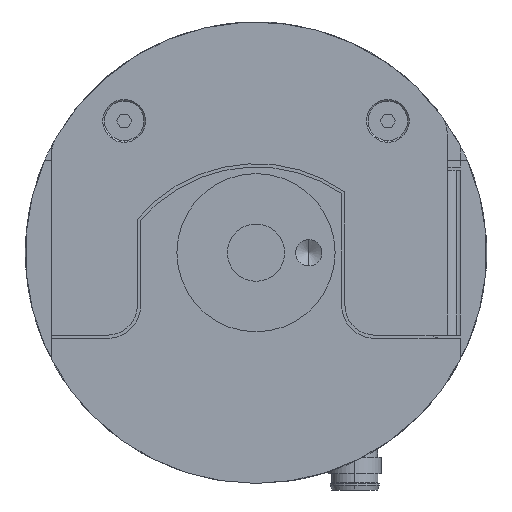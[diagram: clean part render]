
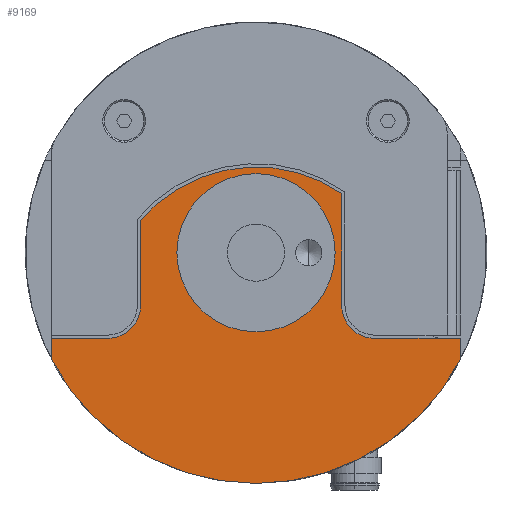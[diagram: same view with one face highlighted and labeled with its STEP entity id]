
A CAD part, left-side view. The second image highlights one B-rep face of the part: STEP entity #9169.
In plain terms, the highlighted face is planar.
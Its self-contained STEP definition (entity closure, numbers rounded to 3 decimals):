
#4 = DIRECTION ( 'NONE',  ( 0., 0., -1. ) ) ;
#25 = CARTESIAN_POINT ( 'NONE',  ( 13., 22.5, -22. ) ) ;
#281 = VECTOR ( 'NONE', #1297, 1000. ) ;
#440 = AXIS2_PLACEMENT_3D ( 'NONE', #8105, #7164, #6188 ) ;
#516 = VERTEX_POINT ( 'NONE', #12510 ) ;
#628 = ORIENTED_EDGE ( 'NONE', *, *, #4575, .F. ) ;
#727 = CARTESIAN_POINT ( 'NONE',  ( 0., 0., -22. ) ) ;
#813 = DIRECTION ( 'NONE',  ( 1., 0., 0. ) ) ;
#936 = EDGE_CURVE ( 'NONE', #1980, #11103, #11877, .T. ) ;
#1075 = DIRECTION ( 'NONE',  ( 0., 1., 0. ) ) ;
#1297 = DIRECTION ( 'NONE',  ( -1., 0., 0. ) ) ;
#1398 = CARTESIAN_POINT ( 'NONE',  ( 13., 22.5, -22. ) ) ;
#1442 = DIRECTION ( 'NONE',  ( 1., 0., 0. ) ) ;
#1477 = CARTESIAN_POINT ( 'NONE',  ( 35., 0., -22. ) ) ;
#1642 = CARTESIAN_POINT ( 'NONE',  ( 8., -13., -22. ) ) ;
#1689 = CIRCLE ( 'NONE', #2539, 35. ) ;
#1863 = VERTEX_POINT ( 'NONE', #6748 ) ;
#1980 = VERTEX_POINT ( 'NONE', #10970 ) ;
#2122 = ORIENTED_EDGE ( 'NONE', *, *, #8613, .T. ) ;
#2493 = EDGE_CURVE ( 'NONE', #4337, #6484, #9855, .T. ) ;
#2539 = AXIS2_PLACEMENT_3D ( 'NONE', #11335, #8357, #8214 ) ;
#2657 = EDGE_CURVE ( 'NONE', #1863, #8218, #4973, .T. ) ;
#3110 = LINE ( 'NONE', #25, #7385 ) ;
#3205 = ORIENTED_EDGE ( 'NONE', *, *, #11059, .T. ) ;
#3268 = VECTOR ( 'NONE', #3804, 1000. ) ;
#3272 = DIRECTION ( 'NONE',  ( 0., 0., -1. ) ) ;
#3535 = EDGE_CURVE ( 'NONE', #8218, #1863, #6892, .T. ) ;
#3584 = CARTESIAN_POINT ( 'NONE',  ( 0., 12., -22. ) ) ;
#3800 = DIRECTION ( 'NONE',  ( 0., 1., 0. ) ) ;
#3804 = DIRECTION ( 'NONE',  ( 1., 0., 0. ) ) ;
#3857 = EDGE_CURVE ( 'NONE', #5416, #8819, #7379, .T. ) ;
#3903 = AXIS2_PLACEMENT_3D ( 'NONE', #9523, #3272, #11641 ) ;
#4037 = AXIS2_PLACEMENT_3D ( 'NONE', #727, #4, #6353 ) ;
#4253 = CARTESIAN_POINT ( 'NONE',  ( 16.248, 31., -22. ) ) ;
#4337 = VERTEX_POINT ( 'NONE', #4976 ) ;
#4411 = CARTESIAN_POINT ( 'NONE',  ( 0., 0., -22. ) ) ;
#4451 = EDGE_LOOP ( 'NONE', ( #10582, #7073 ) ) ;
#4510 = ORIENTED_EDGE ( 'NONE', *, *, #2493, .T. ) ;
#4575 = EDGE_CURVE ( 'NONE', #4337, #5416, #6197, .T. ) ;
#4646 = CIRCLE ( 'NONE', #3903, 23. ) ;
#4915 = ORIENTED_EDGE ( 'NONE', *, *, #7705, .T. ) ;
#4943 = VECTOR ( 'NONE', #10639, 1000. ) ;
#4973 = CIRCLE ( 'NONE', #5606, 12. ) ;
#4976 = CARTESIAN_POINT ( 'NONE',  ( 13., -18., -22. ) ) ;
#5019 = PLANE ( 'NONE',  #13499 ) ;
#5243 = CARTESIAN_POINT ( 'NONE',  ( 13., -18., -22. ) ) ;
#5416 = VERTEX_POINT ( 'NONE', #8840 ) ;
#5441 = CARTESIAN_POINT ( 'NONE',  ( -8.974, -13., -22. ) ) ;
#5524 = DIRECTION ( 'NONE',  ( 0., 0., 1. ) ) ;
#5606 = AXIS2_PLACEMENT_3D ( 'NONE', #7825, #8873, #3800 ) ;
#5738 = ORIENTED_EDGE ( 'NONE', *, *, #7420, .F. ) ;
#6159 = LINE ( 'NONE', #7418, #281 ) ;
#6188 = DIRECTION ( 'NONE',  ( 1., 0., 0. ) ) ;
#6197 = LINE ( 'NONE', #5243, #8305 ) ;
#6331 = DIRECTION ( 'NONE',  ( 0., -1., 0. ) ) ;
#6353 = DIRECTION ( 'NONE',  ( 0., 1., 0. ) ) ;
#6425 = CIRCLE ( 'NONE', #440, 5. ) ;
#6445 = EDGE_CURVE ( 'NONE', #12896, #1980, #4646, .T. ) ;
#6484 = VERTEX_POINT ( 'NONE', #1642 ) ;
#6622 = DIRECTION ( 'NONE',  ( 1., 0., 0. ) ) ;
#6645 = CARTESIAN_POINT ( 'NONE',  ( -4.925, 17.5, -22. ) ) ;
#6748 = CARTESIAN_POINT ( 'NONE',  ( 0., -12., -22. ) ) ;
#6808 = VECTOR ( 'NONE', #7613, 1000. ) ;
#6892 = CIRCLE ( 'NONE', #4037, 12. ) ;
#6946 = ORIENTED_EDGE ( 'NONE', *, *, #7492, .F. ) ;
#7073 = ORIENTED_EDGE ( 'NONE', *, *, #2657, .F. ) ;
#7083 = DIRECTION ( 'NONE',  ( 0., 0., 1. ) ) ;
#7164 = DIRECTION ( 'NONE',  ( 0., 0., 1. ) ) ;
#7343 = VERTEX_POINT ( 'NONE', #13203 ) ;
#7367 = AXIS2_PLACEMENT_3D ( 'NONE', #12920, #5524, #6622 ) ;
#7379 = LINE ( 'NONE', #8917, #3268 ) ;
#7385 = VECTOR ( 'NONE', #1075, 1000. ) ;
#7418 = CARTESIAN_POINT ( 'NONE',  ( 8., -13., -22. ) ) ;
#7420 = EDGE_CURVE ( 'NONE', #11291, #7343, #1689, .T. ) ;
#7492 = EDGE_CURVE ( 'NONE', #7343, #516, #9509, .T. ) ;
#7613 = DIRECTION ( 'NONE',  ( 1., 0., 0. ) ) ;
#7705 = EDGE_CURVE ( 'NONE', #11103, #12402, #6425, .T. ) ;
#7802 = CARTESIAN_POINT ( 'NONE',  ( 16.248, -31., -22. ) ) ;
#7825 = CARTESIAN_POINT ( 'NONE',  ( 0., 0., -22. ) ) ;
#7841 = EDGE_LOOP ( 'NONE', ( #2122, #6946, #5738, #12390, #12124, #628, #4510, #3205, #8750, #9932, #4915 ) ) ;
#8105 = CARTESIAN_POINT ( 'NONE',  ( 8., 22.5, -22. ) ) ;
#8214 = DIRECTION ( 'NONE',  ( 1., 0., 0. ) ) ;
#8218 = VERTEX_POINT ( 'NONE', #3584 ) ;
#8305 = VECTOR ( 'NONE', #6331, 1000. ) ;
#8335 = FACE_BOUND ( 'NONE', #4451, .T. ) ;
#8357 = DIRECTION ( 'NONE',  ( 0., 0., 1. ) ) ;
#8613 = EDGE_CURVE ( 'NONE', #12402, #516, #3110, .T. ) ;
#8750 = ORIENTED_EDGE ( 'NONE', *, *, #6445, .T. ) ;
#8819 = VERTEX_POINT ( 'NONE', #7802 ) ;
#8820 = FACE_OUTER_BOUND ( 'NONE', #7841, .T. ) ;
#8840 = CARTESIAN_POINT ( 'NONE',  ( 13., -31., -22. ) ) ;
#8873 = DIRECTION ( 'NONE',  ( 0., 0., -1. ) ) ;
#8917 = CARTESIAN_POINT ( 'NONE',  ( 13., -31., -22. ) ) ;
#9059 = CARTESIAN_POINT ( 'NONE',  ( 0., 23.5, -22. ) ) ;
#9169 = ADVANCED_FACE ( 'NONE', ( #8820, #8335 ), #5019, .F. ) ;
#9509 = LINE ( 'NONE', #4253, #4943 ) ;
#9523 = CARTESIAN_POINT ( 'NONE',  ( 10., 0., -22. ) ) ;
#9855 = CIRCLE ( 'NONE', #7367, 5. ) ;
#9932 = ORIENTED_EDGE ( 'NONE', *, *, #936, .T. ) ;
#10353 = CIRCLE ( 'NONE', #12722, 35. ) ;
#10582 = ORIENTED_EDGE ( 'NONE', *, *, #3535, .F. ) ;
#10639 = DIRECTION ( 'NONE',  ( -1., 0., 0. ) ) ;
#10719 = CARTESIAN_POINT ( 'NONE',  ( 8., 17.5, -22. ) ) ;
#10970 = CARTESIAN_POINT ( 'NONE',  ( -4.925, 17.5, -22. ) ) ;
#11059 = EDGE_CURVE ( 'NONE', #6484, #12896, #6159, .T. ) ;
#11103 = VERTEX_POINT ( 'NONE', #10719 ) ;
#11291 = VERTEX_POINT ( 'NONE', #1477 ) ;
#11335 = CARTESIAN_POINT ( 'NONE',  ( 0., 0., -22. ) ) ;
#11641 = DIRECTION ( 'NONE',  ( 1., 0., 0. ) ) ;
#11711 = DIRECTION ( 'NONE',  ( 0., 0., 1. ) ) ;
#11877 = LINE ( 'NONE', #6645, #6808 ) ;
#12124 = ORIENTED_EDGE ( 'NONE', *, *, #3857, .F. ) ;
#12390 = ORIENTED_EDGE ( 'NONE', *, *, #12391, .F. ) ;
#12391 = EDGE_CURVE ( 'NONE', #8819, #11291, #10353, .T. ) ;
#12402 = VERTEX_POINT ( 'NONE', #1398 ) ;
#12510 = CARTESIAN_POINT ( 'NONE',  ( 13., 31., -22. ) ) ;
#12722 = AXIS2_PLACEMENT_3D ( 'NONE', #4411, #11711, #1442 ) ;
#12896 = VERTEX_POINT ( 'NONE', #5441 ) ;
#12920 = CARTESIAN_POINT ( 'NONE',  ( 8., -18., -22. ) ) ;
#13203 = CARTESIAN_POINT ( 'NONE',  ( 16.248, 31., -22. ) ) ;
#13499 = AXIS2_PLACEMENT_3D ( 'NONE', #9059, #7083, #813 ) ;
